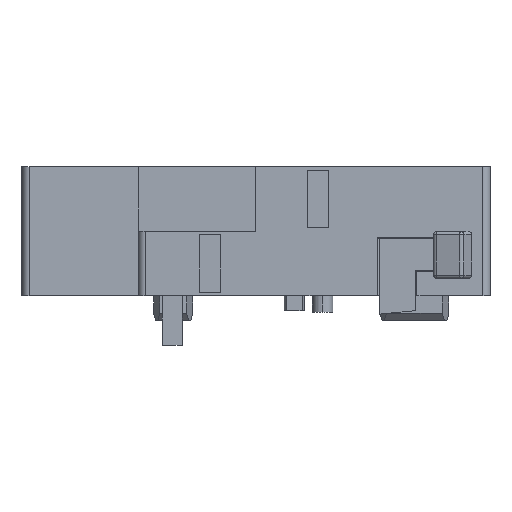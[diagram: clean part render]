
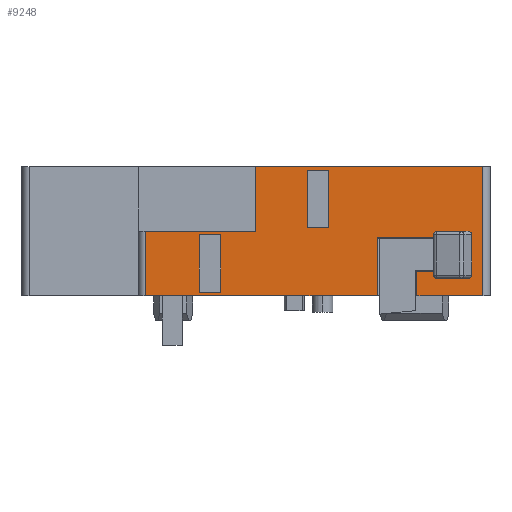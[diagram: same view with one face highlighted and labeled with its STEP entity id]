
A CAD part, left-side view. The second image highlights one B-rep face of the part: STEP entity #9248.
In plain terms, the highlighted planar face has unit normal (-1, 0, 0).
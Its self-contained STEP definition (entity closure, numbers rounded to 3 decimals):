
#747=DIRECTION('',(0.,-1.,0.));
#748=VECTOR('',#747,32.7);
#749=CARTESIAN_POINT('',(-43.6,15.6,0.));
#750=LINE('',#749,#748);
#775=DIRECTION('',(0.,-1.,0.));
#776=VECTOR('',#775,9.3);
#777=CARTESIAN_POINT('',(-43.6,-22.7,0.));
#778=LINE('',#777,#776);
#2565=DIRECTION('',(0.,-1.,0.));
#2566=VECTOR('',#2565,32.);
#2567=CARTESIAN_POINT('',(-43.6,0.,18.2));
#2568=LINE('',#2567,#2566);
#3057=DIRECTION('',(0.,-1.,0.));
#3058=VECTOR('',#3057,3.02);
#3059=CARTESIAN_POINT('',(-43.6,8.,0.49));
#3060=LINE('',#3059,#3058);
#3061=DIRECTION('',(0.,0.,1.));
#3062=VECTOR('',#3061,8.12);
#3063=CARTESIAN_POINT('',(-43.6,4.98,0.49));
#3064=LINE('',#3063,#3062);
#3065=DIRECTION('',(0.,1.,0.));
#3066=VECTOR('',#3065,3.02);
#3067=CARTESIAN_POINT('',(-43.6,4.98,8.61));
#3068=LINE('',#3067,#3066);
#3069=DIRECTION('',(0.,0.,-1.));
#3070=VECTOR('',#3069,8.12);
#3071=CARTESIAN_POINT('',(-43.6,8.,8.61));
#3072=LINE('',#3071,#3070);
#3073=DIRECTION('',(0.,-1.,0.));
#3074=VECTOR('',#3073,3.02);
#3075=CARTESIAN_POINT('',(-43.6,-7.26,9.59));
#3076=LINE('',#3075,#3074);
#3077=DIRECTION('',(0.,0.,1.));
#3078=VECTOR('',#3077,8.12);
#3079=CARTESIAN_POINT('',(-43.6,-10.28,9.59));
#3080=LINE('',#3079,#3078);
#3081=DIRECTION('',(0.,1.,0.));
#3082=VECTOR('',#3081,3.02);
#3083=CARTESIAN_POINT('',(-43.6,-10.28,17.71));
#3084=LINE('',#3083,#3082);
#3085=DIRECTION('',(0.,0.,-1.));
#3086=VECTOR('',#3085,8.12);
#3087=CARTESIAN_POINT('',(-43.6,-7.26,17.71));
#3088=LINE('',#3087,#3086);
#3089=DIRECTION('',(0.,1.,0.));
#3090=VECTOR('',#3089,4.282);
#3091=CARTESIAN_POINT('',(-43.6,-29.822,2.4));
#3092=LINE('',#3091,#3090);
#3093=DIRECTION('',(0.,0.,1.));
#3094=VECTOR('',#3093,5.7);
#3095=CARTESIAN_POINT('',(-43.6,-30.4,2.9));
#3096=LINE('',#3095,#3094);
#3097=DIRECTION('',(0.,1.,0.));
#3098=VECTOR('',#3097,4.282);
#3099=CARTESIAN_POINT('',(-43.6,-29.822,9.1));
#3100=LINE('',#3099,#3098);
#3101=DIRECTION('',(0.,0.,1.));
#3102=VECTOR('',#3101,0.4);
#3103=CARTESIAN_POINT('',(-43.6,-25.04,8.2));
#3104=LINE('',#3103,#3102);
#3105=DIRECTION('',(0.,1.,0.));
#3106=VECTOR('',#3105,7.94);
#3107=CARTESIAN_POINT('',(-43.6,-25.04,8.2));
#3108=LINE('',#3107,#3106);
#3109=DIRECTION('',(0.,0.,-1.));
#3110=VECTOR('',#3109,9.1);
#3111=CARTESIAN_POINT('',(-43.6,15.6,9.1));
#3112=LINE('',#3111,#3110);
#3113=DIRECTION('',(0.,-1.,0.));
#3114=VECTOR('',#3113,15.6);
#3115=CARTESIAN_POINT('',(-43.6,15.6,9.1));
#3116=LINE('',#3115,#3114);
#3117=DIRECTION('',(0.,0.,-1.));
#3118=VECTOR('',#3117,9.1);
#3119=CARTESIAN_POINT('',(-43.6,0.,18.2));
#3120=LINE('',#3119,#3118);
#3121=DIRECTION('',(0.,0.,-1.));
#3122=VECTOR('',#3121,18.2);
#3123=CARTESIAN_POINT('',(-43.6,-32.,18.2));
#3124=LINE('',#3123,#3122);
#3125=DIRECTION('',(0.,0.,1.));
#3126=VECTOR('',#3125,3.4);
#3127=CARTESIAN_POINT('',(-43.6,-22.7,0.));
#3128=LINE('',#3127,#3126);
#3129=DIRECTION('',(0.,-1.,0.));
#3130=VECTOR('',#3129,2.34);
#3131=CARTESIAN_POINT('',(-43.6,-22.7,3.4));
#3132=LINE('',#3131,#3130);
#3133=DIRECTION('',(0.,0.,1.));
#3134=VECTOR('',#3133,0.5);
#3135=CARTESIAN_POINT('',(-43.6,-25.04,2.9));
#3136=LINE('',#3135,#3134);
#3229=CARTESIAN_POINT('',(-43.6,-30.4,2.9));
#3230=CARTESIAN_POINT('',(-43.6,-30.4,2.855));
#3231=CARTESIAN_POINT('',(-43.6,-30.387,2.778));
#3232=CARTESIAN_POINT('',(-43.6,-30.333,2.652));
#3233=CARTESIAN_POINT('',(-43.6,-30.229,2.531));
#3234=CARTESIAN_POINT('',(-43.6,-30.059,2.432));
#3235=CARTESIAN_POINT('',(-43.6,-29.912,2.4));
#3236=CARTESIAN_POINT('',(-43.6,-29.822,2.4));
#3304=CARTESIAN_POINT('',(-43.6,-25.54,2.9));
#3305=DIRECTION('',(1.,0.,0.));
#3306=DIRECTION('',(0.,0.,-1.));
#3307=AXIS2_PLACEMENT_3D('',#3304,#3305,#3306);
#3417=DIRECTION('',(0.,0.,1.));
#3418=VECTOR('',#3417,8.2);
#3419=CARTESIAN_POINT('',(-43.6,-17.1,0.));
#3420=LINE('',#3419,#3418);
#3429=CARTESIAN_POINT('',(-43.6,-25.54,8.6));
#3430=DIRECTION('',(1.,0.,0.));
#3431=DIRECTION('',(0.,1.,0.));
#3432=AXIS2_PLACEMENT_3D('',#3429,#3430,#3431);
#3446=CARTESIAN_POINT('',(-43.6,-29.822,9.1));
#3447=CARTESIAN_POINT('',(-43.6,-29.912,9.1));
#3448=CARTESIAN_POINT('',(-43.6,-30.059,9.068));
#3449=CARTESIAN_POINT('',(-43.6,-30.229,8.969));
#3450=CARTESIAN_POINT('',(-43.6,-30.333,8.848));
#3451=CARTESIAN_POINT('',(-43.6,-30.387,8.722));
#3452=CARTESIAN_POINT('',(-43.6,-30.4,8.645));
#3453=CARTESIAN_POINT('',(-43.6,-30.4,8.6));
#3599=CARTESIAN_POINT('',(-43.6,0.,18.2));
#3601=VERTEX_POINT('',#3599);
#3605=CARTESIAN_POINT('',(-43.6,0.,9.1));
#3606=VERTEX_POINT('',#3605);
#4057=CARTESIAN_POINT('',(-43.6,-17.1,0.));
#4059=VERTEX_POINT('',#4057);
#4061=CARTESIAN_POINT('',(-43.6,-22.7,0.));
#4063=VERTEX_POINT('',#4061);
#4099=CARTESIAN_POINT('',(-43.6,8.,0.49));
#4100=CARTESIAN_POINT('',(-43.6,4.98,0.49));
#4101=VERTEX_POINT('',#4099);
#4102=VERTEX_POINT('',#4100);
#4103=CARTESIAN_POINT('',(-43.6,4.98,8.61));
#4104=VERTEX_POINT('',#4103);
#4105=CARTESIAN_POINT('',(-43.6,8.,8.61));
#4106=VERTEX_POINT('',#4105);
#4107=CARTESIAN_POINT('',(-43.6,-7.26,9.59));
#4108=CARTESIAN_POINT('',(-43.6,-10.28,9.59));
#4109=VERTEX_POINT('',#4107);
#4110=VERTEX_POINT('',#4108);
#4111=CARTESIAN_POINT('',(-43.6,-10.28,17.71));
#4112=VERTEX_POINT('',#4111);
#4113=CARTESIAN_POINT('',(-43.6,-7.26,17.71));
#4114=VERTEX_POINT('',#4113);
#4243=CARTESIAN_POINT('',(-43.6,-25.04,8.2));
#4244=CARTESIAN_POINT('',(-43.6,-17.1,8.2));
#4245=VERTEX_POINT('',#4243);
#4246=VERTEX_POINT('',#4244);
#4247=CARTESIAN_POINT('',(-43.6,-22.7,3.4));
#4248=CARTESIAN_POINT('',(-43.6,-25.04,3.4));
#4249=VERTEX_POINT('',#4247);
#4250=VERTEX_POINT('',#4248);
#4616=CARTESIAN_POINT('',(-43.6,-32.,0.));
#4618=VERTEX_POINT('',#4616);
#4619=CARTESIAN_POINT('',(-43.6,-32.,18.2));
#4620=VERTEX_POINT('',#4619);
#4639=CARTESIAN_POINT('',(-43.6,15.6,0.));
#4641=VERTEX_POINT('',#4639);
#4645=CARTESIAN_POINT('',(-43.6,15.6,9.1));
#4646=VERTEX_POINT('',#4645);
#4680=CARTESIAN_POINT('',(-43.6,-30.4,8.6));
#4682=VERTEX_POINT('',#4680);
#4684=CARTESIAN_POINT('',(-43.6,-29.822,9.1));
#4686=VERTEX_POINT('',#4684);
#4687=CARTESIAN_POINT('',(-43.6,-29.822,2.4));
#4689=VERTEX_POINT('',#4687);
#4691=CARTESIAN_POINT('',(-43.6,-30.4,2.9));
#4693=VERTEX_POINT('',#4691);
#4702=CARTESIAN_POINT('',(-43.6,-25.04,2.9));
#4704=VERTEX_POINT('',#4702);
#4705=CARTESIAN_POINT('',(-43.6,-25.54,2.4));
#4706=VERTEX_POINT('',#4705);
#4711=CARTESIAN_POINT('',(-43.6,-25.54,9.1));
#4713=VERTEX_POINT('',#4711);
#4715=CARTESIAN_POINT('',(-43.6,-25.04,8.6));
#4716=VERTEX_POINT('',#4715);
#9186=CARTESIAN_POINT('',(-43.6,33.,0.));
#9187=DIRECTION('',(-1.,0.,0.));
#9188=DIRECTION('',(0.,-1.,0.));
#9189=AXIS2_PLACEMENT_3D('',#9186,#9187,#9188);
#9190=PLANE('',#9189);
#9192=ORIENTED_EDGE('',*,*,#9191,.F.);
#9194=ORIENTED_EDGE('',*,*,#9193,.F.);
#9196=ORIENTED_EDGE('',*,*,#9195,.T.);
#9198=ORIENTED_EDGE('',*,*,#9197,.F.);
#9200=ORIENTED_EDGE('',*,*,#9199,.T.);
#9202=ORIENTED_EDGE('',*,*,#9201,.F.);
#9204=ORIENTED_EDGE('',*,*,#9203,.F.);
#9206=ORIENTED_EDGE('',*,*,#9205,.T.);
#9208=ORIENTED_EDGE('',*,*,#9207,.F.);
#9209=ORIENTED_EDGE('',*,*,#5115,.F.);
#9211=ORIENTED_EDGE('',*,*,#9210,.F.);
#9212=ORIENTED_EDGE('',*,*,#4827,.T.);
#9214=ORIENTED_EDGE('',*,*,#9213,.F.);
#9215=ORIENTED_EDGE('',*,*,#8052,.T.);
#9216=ORIENTED_EDGE('',*,*,#9179,.T.);
#9217=ORIENTED_EDGE('',*,*,#5129,.F.);
#9219=ORIENTED_EDGE('',*,*,#9218,.T.);
#9221=ORIENTED_EDGE('',*,*,#9220,.T.);
#9223=ORIENTED_EDGE('',*,*,#9222,.F.);
#9225=ORIENTED_EDGE('',*,*,#9224,.F.);
#9226=EDGE_LOOP('',(#9192,#9194,#9196,#9198,#9200,#9202,#9204,#9206,#9208,#9209,
#9211,#9212,#9214,#9215,#9216,#9217,#9219,#9221,#9223,#9225));
#9227=FACE_OUTER_BOUND('',#9226,.F.);
#9229=ORIENTED_EDGE('',*,*,#9228,.T.);
#9231=ORIENTED_EDGE('',*,*,#9230,.T.);
#9233=ORIENTED_EDGE('',*,*,#9232,.T.);
#9235=ORIENTED_EDGE('',*,*,#9234,.T.);
#9236=EDGE_LOOP('',(#9229,#9231,#9233,#9235));
#9237=FACE_BOUND('',#9236,.F.);
#9239=ORIENTED_EDGE('',*,*,#9238,.T.);
#9241=ORIENTED_EDGE('',*,*,#9240,.T.);
#9243=ORIENTED_EDGE('',*,*,#9242,.T.);
#9245=ORIENTED_EDGE('',*,*,#9244,.T.);
#9246=EDGE_LOOP('',(#9239,#9241,#9243,#9245));
#9247=FACE_BOUND('',#9246,.F.);
#9248=ADVANCED_FACE('',(#9227,#9237,#9247),#9190,.T.);
#3237=B_SPLINE_CURVE_WITH_KNOTS('',3,(#3229,#3230,#3231,#3232,#3233,#3234,#3235,
#3236),.UNSPECIFIED.,.F.,.F.,(4,1,1,1,1,4),(0.,0.125,0.25,0.5,0.75,
1.),.UNSPECIFIED.);
#3308=CIRCLE('',#3307,0.5);
#3433=CIRCLE('',#3432,0.5);
#3454=B_SPLINE_CURVE_WITH_KNOTS('',3,(#3446,#3447,#3448,#3449,#3450,#3451,#3452,
#3453),.UNSPECIFIED.,.F.,.F.,(4,1,1,1,1,4),(0.,0.25,0.5,0.75,0.875,
1.),.UNSPECIFIED.);
#4827=EDGE_CURVE('',#4646,#3606,#3116,.T.);
#5115=EDGE_CURVE('',#4641,#4059,#750,.T.);
#5129=EDGE_CURVE('',#4063,#4618,#778,.T.);
#8052=EDGE_CURVE('',#3601,#4620,#2568,.T.);
#9179=EDGE_CURVE('',#4620,#4618,#3124,.T.);
#9191=EDGE_CURVE('',#4689,#4706,#3092,.T.);
#9193=EDGE_CURVE('',#4693,#4689,#3237,.T.);
#9195=EDGE_CURVE('',#4693,#4682,#3096,.T.);
#9197=EDGE_CURVE('',#4686,#4682,#3454,.T.);
#9199=EDGE_CURVE('',#4686,#4713,#3100,.T.);
#9201=EDGE_CURVE('',#4716,#4713,#3433,.T.);
#9203=EDGE_CURVE('',#4245,#4716,#3104,.T.);
#9205=EDGE_CURVE('',#4245,#4246,#3108,.T.);
#9207=EDGE_CURVE('',#4059,#4246,#3420,.T.);
#9210=EDGE_CURVE('',#4646,#4641,#3112,.T.);
#9213=EDGE_CURVE('',#3601,#3606,#3120,.T.);
#9218=EDGE_CURVE('',#4063,#4249,#3128,.T.);
#9220=EDGE_CURVE('',#4249,#4250,#3132,.T.);
#9222=EDGE_CURVE('',#4704,#4250,#3136,.T.);
#9224=EDGE_CURVE('',#4706,#4704,#3308,.T.);
#9228=EDGE_CURVE('',#4101,#4102,#3060,.T.);
#9230=EDGE_CURVE('',#4102,#4104,#3064,.T.);
#9232=EDGE_CURVE('',#4104,#4106,#3068,.T.);
#9234=EDGE_CURVE('',#4106,#4101,#3072,.T.);
#9238=EDGE_CURVE('',#4109,#4110,#3076,.T.);
#9240=EDGE_CURVE('',#4110,#4112,#3080,.T.);
#9242=EDGE_CURVE('',#4112,#4114,#3084,.T.);
#9244=EDGE_CURVE('',#4114,#4109,#3088,.T.);
